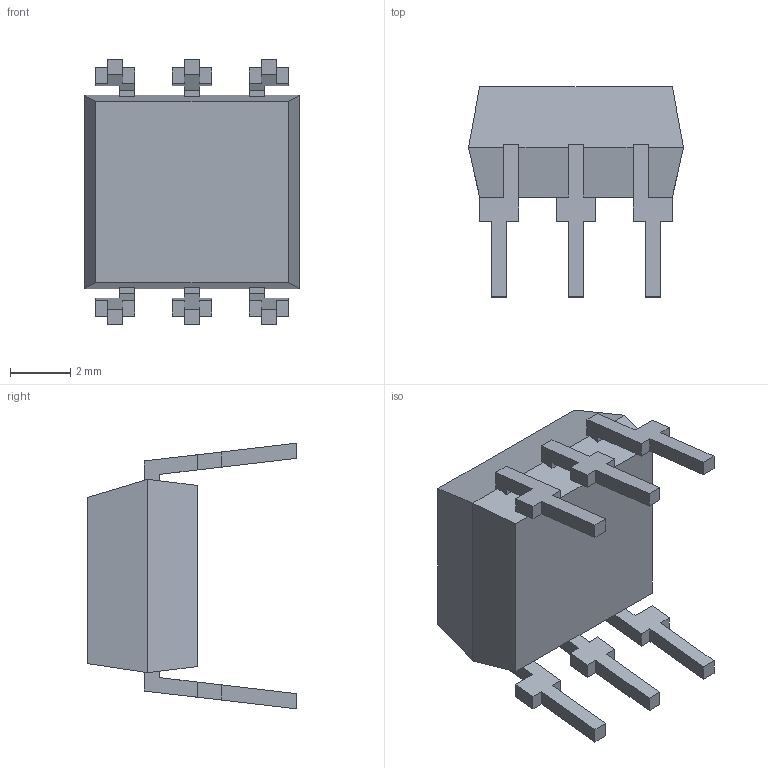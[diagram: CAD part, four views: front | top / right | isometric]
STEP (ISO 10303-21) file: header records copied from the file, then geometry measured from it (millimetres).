
FILE_DESCRIPTION(('STEP AP242'),'1');
FILE_NAME('70355660.stp','2019-12-11T12:18:49',('TraceParts'),('TraceParts S.A.'),'Spatial InterOp 3D',' ',' ');
FILE_SCHEMA(('AP242_MANAGED_MODEL_BASED_3D_ENGINEERING_MIM_LF {1 0 10303 442 1 1 4}'));
Length unit declared in the file: millimetre
Products named in the file (1): 70355660
Bounding box: 7.12 x 6.95 x 8.8 mm (x, y, z)
Volume: 159.3 mm3; surface area: 244.3 mm2
Topology: 1 solids, 1 shells, 92 faces, 266 edges, 176 vertices
Faces by surface type: plane 92
Entity records: 5929 total; most frequent: STYLED_ITEM 535, PRESENTATION_STYLE_ASSIGNMENT 535, CARTESIAN_POINT 535, COLOUR_RGB 535, ORIENTED_EDGE 532, DIRECTION 452, EDGE_CURVE 266, CURVE_STYLE 266
